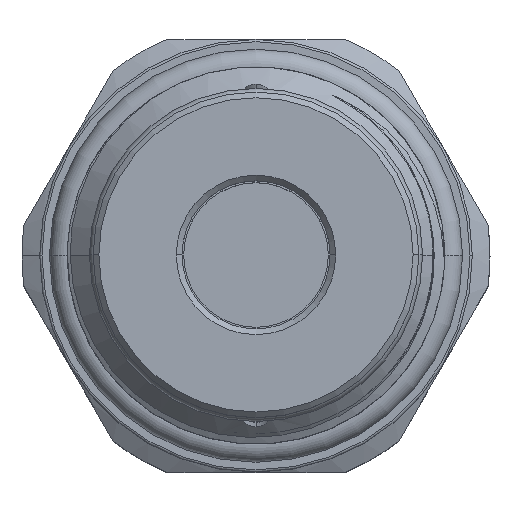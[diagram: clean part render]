
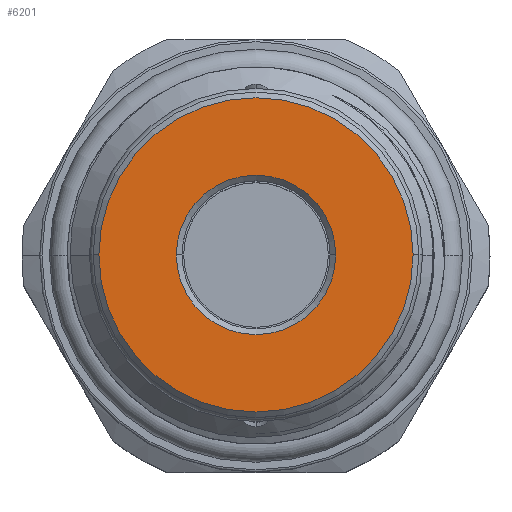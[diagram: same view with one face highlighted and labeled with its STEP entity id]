
A CAD part, top view. The second image highlights one B-rep face of the part: STEP entity #6201.
In plain terms, the highlighted planar face has unit normal (0, 0, 1).
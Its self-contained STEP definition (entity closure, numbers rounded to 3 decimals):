
#307 = DIRECTION ( 'NONE',  ( 1., 0., 0. ) ) ;
#504 = FACE_BOUND ( 'NONE', #12124, .T. ) ;
#1153 = VERTEX_POINT ( 'NONE', #8061 ) ;
#1665 = AXIS2_PLACEMENT_3D ( 'NONE', #2272, #5317, #7318 ) ;
#2041 = VERTEX_POINT ( 'NONE', #12546 ) ;
#2272 = CARTESIAN_POINT ( 'NONE',  ( 0., 0., 0. ) ) ;
#2435 = DIRECTION ( 'NONE',  ( 0., 0., 1. ) ) ;
#2561 = CARTESIAN_POINT ( 'NONE',  ( 0., 0., 0. ) ) ;
#3254 = ORIENTED_EDGE ( 'NONE', *, *, #5235, .T. ) ;
#3278 = VERTEX_POINT ( 'NONE', #12836 ) ;
#4160 = CARTESIAN_POINT ( 'NONE',  ( -13.8, 0., 0. ) ) ;
#4788 = PLANE ( 'NONE',  #13100 ) ;
#4937 = EDGE_CURVE ( 'NONE', #2041, #1153, #7747, .T. ) ;
#5235 = EDGE_CURVE ( 'NONE', #1153, #2041, #7450, .T. ) ;
#5317 = DIRECTION ( 'NONE',  ( 0., 0., 1. ) ) ;
#5812 = CARTESIAN_POINT ( 'NONE',  ( 0., 0., 0. ) ) ;
#5947 = DIRECTION ( 'NONE',  ( 0., 0., 1. ) ) ;
#6110 = DIRECTION ( 'NONE',  ( 1., 0., 0. ) ) ;
#6201 = ADVANCED_FACE ( 'NONE', ( #504, #10724 ), #4788, .T. ) ;
#6251 = CIRCLE ( 'NONE', #1665, 13.8 ) ;
#6403 = DIRECTION ( 'NONE',  ( 0., 0., -1. ) ) ;
#6694 = CIRCLE ( 'NONE', #10121, 13.8 ) ;
#6745 = VERTEX_POINT ( 'NONE', #4160 ) ;
#7318 = DIRECTION ( 'NONE',  ( 1., 0., 0. ) ) ;
#7450 = CIRCLE ( 'NONE', #10406, 7. ) ;
#7747 = CIRCLE ( 'NONE', #13270, 7. ) ;
#7959 = DIRECTION ( 'NONE',  ( 1., 0., 0. ) ) ;
#8061 = CARTESIAN_POINT ( 'NONE',  ( -7., 0., 0. ) ) ;
#8471 = ORIENTED_EDGE ( 'NONE', *, *, #11695, .T. ) ;
#9921 = EDGE_CURVE ( 'NONE', #3278, #6745, #6251, .T. ) ;
#10095 = DIRECTION ( 'NONE',  ( 0., 0., -1. ) ) ;
#10121 = AXIS2_PLACEMENT_3D ( 'NONE', #2561, #2435, #12552 ) ;
#10406 = AXIS2_PLACEMENT_3D ( 'NONE', #10739, #6403, #307 ) ;
#10724 = FACE_OUTER_BOUND ( 'NONE', #11516, .T. ) ;
#10739 = CARTESIAN_POINT ( 'NONE',  ( 0., 0., 0. ) ) ;
#11214 = ORIENTED_EDGE ( 'NONE', *, *, #9921, .T. ) ;
#11489 = ORIENTED_EDGE ( 'NONE', *, *, #4937, .T. ) ;
#11516 = EDGE_LOOP ( 'NONE', ( #8471, #11214 ) ) ;
#11695 = EDGE_CURVE ( 'NONE', #6745, #3278, #6694, .T. ) ;
#12124 = EDGE_LOOP ( 'NONE', ( #11489, #3254 ) ) ;
#12546 = CARTESIAN_POINT ( 'NONE',  ( 7., 0., 0. ) ) ;
#12552 = DIRECTION ( 'NONE',  ( 1., 0., 0. ) ) ;
#12836 = CARTESIAN_POINT ( 'NONE',  ( 13.8, 0., 0. ) ) ;
#13100 = AXIS2_PLACEMENT_3D ( 'NONE', #5812, #5947, #7959 ) ;
#13137 = CARTESIAN_POINT ( 'NONE',  ( 0., 0., 0. ) ) ;
#13270 = AXIS2_PLACEMENT_3D ( 'NONE', #13137, #10095, #6110 ) ;
